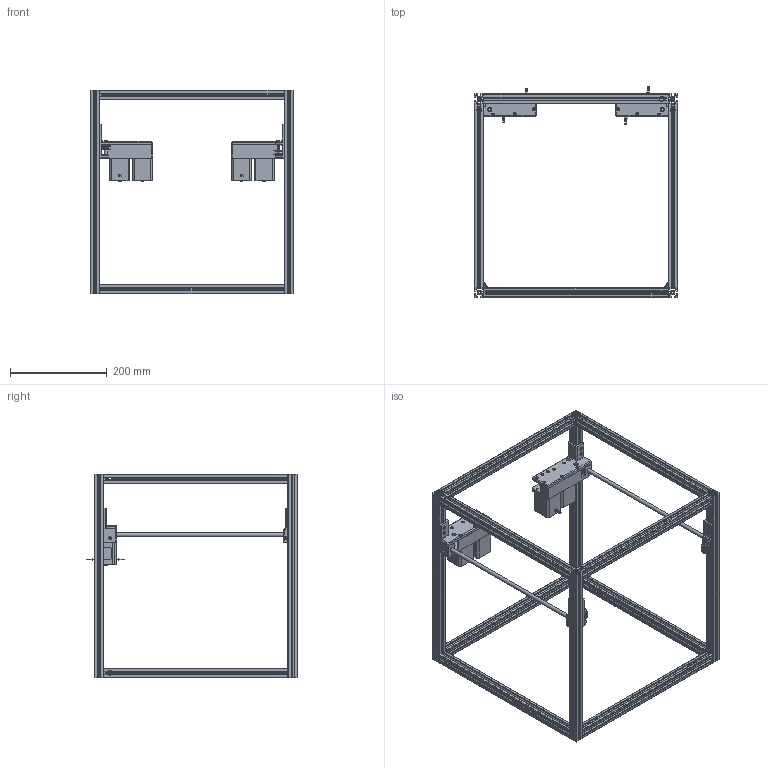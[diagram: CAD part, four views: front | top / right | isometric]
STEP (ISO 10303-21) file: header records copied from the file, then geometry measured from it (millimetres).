
FILE_DESCRIPTION(/* description */ ('STEP AP242','CAx-IF Rec.Pracs.---Representation and Presentation of Product Manufacturing Information (PMI)---4.0---2014-10-13','CAx-IF Rec.Pracs.---3D Tessellated Geometry---0.4---2014-09-14','2;1'),/* implementation_level */ '2;1');
FILE_NAME(/* name */ '688ce0d9d802c5550120cc9c',/* time_stamp */ '2025-08-01T15:44:27Z',/* author */ (''),/* organization */ (''),/* preprocessor_version */ 'ST-DEVELOPER v20',/* originating_system */ 'ONSHAPE BY PTC INC, 1.201',/* authorisation */ ' ');
FILE_SCHEMA (('AP242_MANAGED_MODEL_BASED_3D_ENGINEERING_MIM_LF { 1 0 10303 442 1 1 4 }'));
Length unit declared in the file: metre
Products named in the file (16): DynamicCube; 85000-170043; Hex socket head cap screw M3x0.50 x 30; m5tom3; RF; LBase; 8mm; POWGE 2GT pulley 20T B5; LCover; LF; Frame2020 <1>; Perfil_Aluminio_20x20_top; Perfil_Aluminio_20x20_side; RBase; m5tom3_withseat; RCover
Assembly tree (31 placements, depth 3):
  DynamicCube
    85000-170043  x4
    Hex socket head cap screw M3x0.50 x 30  x2
    m5tom3
    RF
    LBase
    8mm  x2
    POWGE 2GT pulley 20T B5  x2
    LCover
    LF
    Frame2020 <1>
      Perfil_Aluminio_20x20_top  x8
      Perfil_Aluminio_20x20_side  x4
    RBase
    m5tom3_withseat
    RCover
Bounding box: 420 x 436 x 420 mm (x, y, z)
Volume: 1467003 mm3; surface area: 1022180.8 mm2
Topology: 30 solids, 30 shells, 2148 faces, 6255 edges, 4234 vertices
Faces by surface type: plane 1387, cylinder 679, cone 64, torus 18
Full cylindrical faces by diameter (mm): 1 x16, 2.459 x16, 3 x2, 3.1 x28, 3.5 x52, 4.9 x2, 5 x20, 5.5 x14, 6 x60, 6.5 x1, 8 x2, 8.2 x4, 8.5 x2, 8.6 x4, 9 x4, 10 x8, 18 x4, 22 x4, 22.5 x4, 35 x4
Entity records: 29943 total; most frequent: DIRECTION 5143, CARTESIAN_POINT 5087, ORIENTED_EDGE 4658, EDGE_CURVE 2329, AXIS2_PLACEMENT_3D 1817, VERTEX_POINT 1659, LINE 1509, VECTOR 1509
